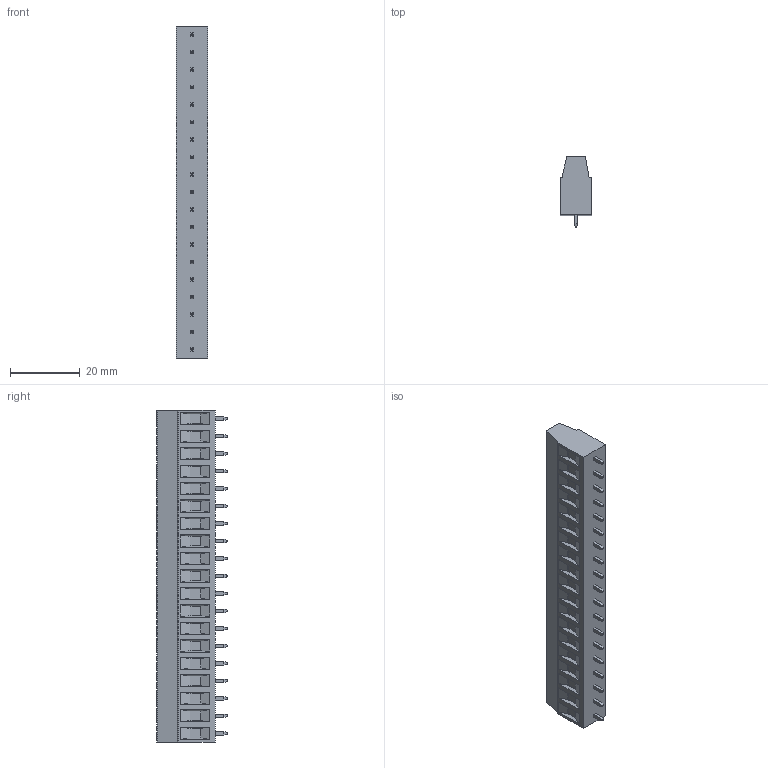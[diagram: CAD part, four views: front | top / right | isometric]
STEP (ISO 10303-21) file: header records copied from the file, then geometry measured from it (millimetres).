
FILE_DESCRIPTION((''),'2;1');
FILE_NAME('PRT0050','2024-11-02T',('yanfa'),(''),'PRO/ENGINEER BY PARAMETRIC TECHNOLOGY CORPORATION, 2009280','PRO/ENGINEER BY PARAMETRIC TECHNOLOGY CORPORATION, 2009280','');
FILE_SCHEMA(('AUTOMOTIVE_DESIGN_CC2 { 1 2 10303 214 -1 1 5 2 }'));
Length unit declared in the file: millimetre
Products named in the file (1): PRT0050
Bounding box: 8.9 x 20.3 x 95 mm (x, y, z)
Volume: 12050.3 mm3; surface area: 6449.5 mm2
Topology: 1 solids, 1 shells, 736 faces, 1670 edges, 1012 vertices
Faces by surface type: plane 447, cylinder 175, cone 76, torus 38
Entity records: 20618 total; most frequent: CARTESIAN_POINT 4045, DIRECTION 3454, ORIENTED_EDGE 3340, EDGE_CURVE 1670, AXIS2_PLACEMENT_3D 1162, VECTOR 1130, LINE 1130, VERTEX_POINT 1012
